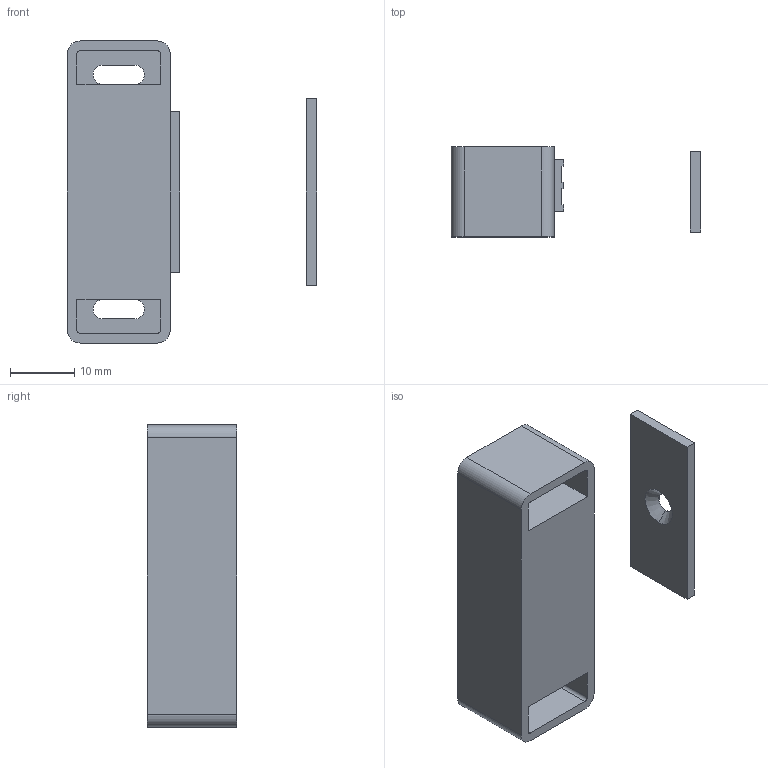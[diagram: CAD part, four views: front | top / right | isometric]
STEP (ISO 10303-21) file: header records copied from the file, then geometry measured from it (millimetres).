
FILE_DESCRIPTION (( 'STEP AP203' ), '1' );
FILE_NAME ('C-93.STEP', '2012-06-07T01:44:45', ( '11sw' ), ( 'タキゲン製造株式会社' ), 'SwSTEP 2.0', 'SolidWorks 2011', '' );
FILE_SCHEMA (( 'CONFIG_CONTROL_DESIGN' ));
Length unit declared in the file: millimetre
Products named in the file (3): C-93受板_; C-93本体_; C-93
Assembly tree (2 placements, depth 2):
  C-93
    C-93本体_
    C-93受板_
Bounding box: 38.8 x 14 x 47 mm (x, y, z)
Volume: 9779.8 mm3; surface area: 4958 mm2
Topology: 2 solids, 2 shells, 63 faces, 166 edges, 110 vertices
Faces by surface type: plane 43, cylinder 18, cone 2
Entity records: 2259 total; most frequent: CARTESIAN_POINT 344, DIRECTION 340, ORIENTED_EDGE 332, EDGE_CURVE 166, VECTOR 128, LINE 128, VERTEX_POINT 110, AXIS2_PLACEMENT_3D 106
